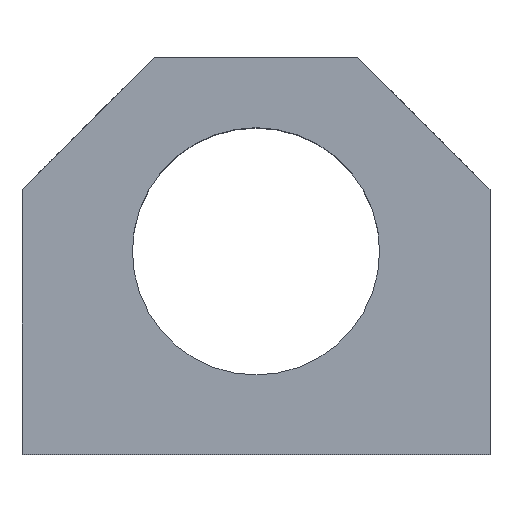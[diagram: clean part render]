
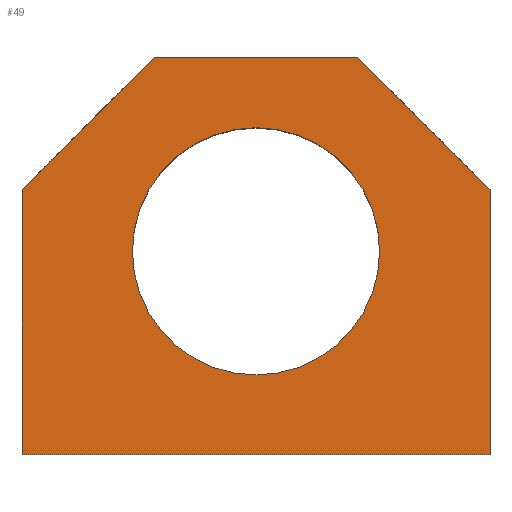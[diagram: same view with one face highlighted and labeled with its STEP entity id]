
A CAD part, top view. The second image highlights one B-rep face of the part: STEP entity #49.
In plain terms, the highlighted planar face has unit normal (0, 0, 1).
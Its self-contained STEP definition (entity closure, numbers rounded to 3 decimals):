
#49 = ADVANCED_FACE( '', ( #108, #109 ), #110, .T. );
#108 = FACE_BOUND( '', #191, .T. );
#109 = FACE_OUTER_BOUND( '', #192, .T. );
#110 = PLANE( '', #193 );
#191 = EDGE_LOOP( '', ( #280 ) );
#192 = EDGE_LOOP( '', ( #281, #282, #283, #284, #285, #286 ) );
#193 = AXIS2_PLACEMENT_3D( '', #287, #288, #289 );
#280 = ORIENTED_EDGE( '', *, *, #413, .F. );
#281 = ORIENTED_EDGE( '', *, *, #402, .T. );
#282 = ORIENTED_EDGE( '', *, *, #414, .T. );
#283 = ORIENTED_EDGE( '', *, *, #410, .T. );
#284 = ORIENTED_EDGE( '', *, *, #415, .T. );
#285 = ORIENTED_EDGE( '', *, *, #416, .T. );
#286 = ORIENTED_EDGE( '', *, *, #417, .T. );
#287 = CARTESIAN_POINT( '', ( 0., 0., 30. ) );
#288 = DIRECTION( '', ( 0., 0., 1. ) );
#289 = DIRECTION( '', ( 1., 0., 0. ) );
#402 = EDGE_CURVE( '', #457, #455, #458, .T. );
#410 = EDGE_CURVE( '', #471, #469, #472, .T. );
#413 = EDGE_CURVE( '', #475, #475, #476, .T. );
#414 = EDGE_CURVE( '', #455, #471, #477, .T. );
#415 = EDGE_CURVE( '', #469, #478, #479, .T. );
#416 = EDGE_CURVE( '', #478, #480, #481, .T. );
#417 = EDGE_CURVE( '', #480, #457, #482, .T. );
#455 = VERTEX_POINT( '', #535 );
#457 = VERTEX_POINT( '', #538 );
#458 = LINE( '', #539, #540 );
#469 = VERTEX_POINT( '', #553 );
#471 = VERTEX_POINT( '', #556 );
#472 = LINE( '', #557, #558 );
#475 = VERTEX_POINT( '', #562 );
#476 = CIRCLE( '', #563, 14. );
#477 = LINE( '', #564, #565 );
#478 = VERTEX_POINT( '', #566 );
#479 = LINE( '', #567, #568 );
#480 = VERTEX_POINT( '', #569 );
#481 = LINE( '', #570, #571 );
#482 = LINE( '', #572, #573 );
#535 = CARTESIAN_POINT( '', ( -26.5, 0., 30. ) );
#538 = CARTESIAN_POINT( '', ( -26.5, 30., 30. ) );
#539 = CARTESIAN_POINT( '', ( -26.5, 30., 30. ) );
#540 = VECTOR( '', #692, 1000. );
#553 = CARTESIAN_POINT( '', ( 26.5, 30., 30. ) );
#556 = CARTESIAN_POINT( '', ( 26.5, 0., 30. ) );
#557 = CARTESIAN_POINT( '', ( 26.5, 0., 30. ) );
#558 = VECTOR( '', #702, 1000. );
#562 = CARTESIAN_POINT( '', ( 14., 23., 30. ) );
#563 = AXIS2_PLACEMENT_3D( '', #704, #705, #706 );
#564 = CARTESIAN_POINT( '', ( -26.5, 0., 30. ) );
#565 = VECTOR( '', #707, 1000. );
#566 = CARTESIAN_POINT( '', ( 11.5, 45., 30. ) );
#567 = CARTESIAN_POINT( '', ( 26.5, 30., 30. ) );
#568 = VECTOR( '', #708, 1000. );
#569 = CARTESIAN_POINT( '', ( -11.5, 45., 30. ) );
#570 = CARTESIAN_POINT( '', ( 11.5, 45., 30. ) );
#571 = VECTOR( '', #709, 1000. );
#572 = CARTESIAN_POINT( '', ( -11.5, 45., 30. ) );
#573 = VECTOR( '', #710, 1000. );
#692 = DIRECTION( '', ( 0., -1., 0. ) );
#702 = DIRECTION( '', ( 0., 1., 0. ) );
#704 = CARTESIAN_POINT( '', ( 0., 23., 30. ) );
#705 = DIRECTION( '', ( 0., 0., 1. ) );
#706 = DIRECTION( '', ( 1., 0., 0. ) );
#707 = DIRECTION( '', ( 1., 0., 0. ) );
#708 = DIRECTION( '', ( -0.707, 0.707, 0. ) );
#709 = DIRECTION( '', ( -1., 0., 0. ) );
#710 = DIRECTION( '', ( -0.707, -0.707, 0. ) );
